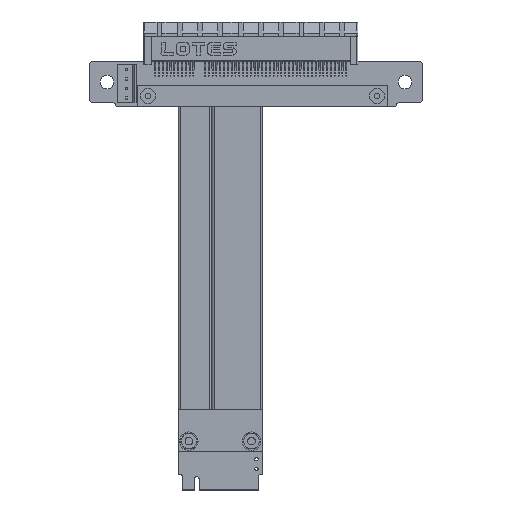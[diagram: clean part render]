
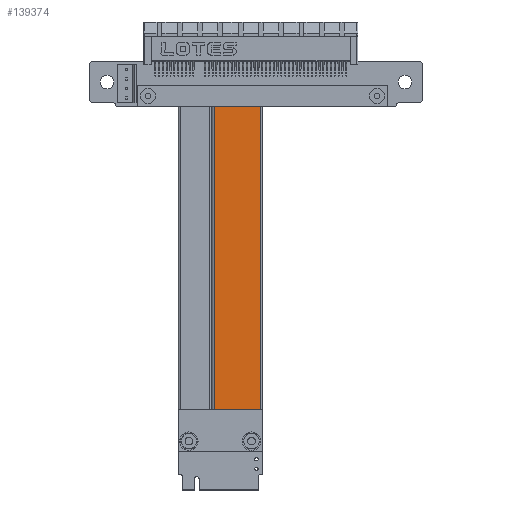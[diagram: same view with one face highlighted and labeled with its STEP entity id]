
A CAD part, top view. The second image highlights one B-rep face of the part: STEP entity #139374.
In plain terms, the highlighted face is planar.
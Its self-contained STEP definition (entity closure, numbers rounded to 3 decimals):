
#139346 = VERTEX_POINT('',#139347);
#139347 = CARTESIAN_POINT('',(0.,0.,
    0.));
#139354 = EDGE_CURVE('',#139355,#139346,#139357,.T.);
#139355 = VERTEX_POINT('',#139356);
#139356 = CARTESIAN_POINT('',(0.,0.,
    -83.));
#139357 = LINE('',#139358,#139359);
#139358 = CARTESIAN_POINT('',(0.,0.,
    -83.));
#139359 = VECTOR('',#139360,1.);
#139360 = DIRECTION('',(0.,0.,1.));
#139374 = ADVANCED_FACE('',(#139375),#139400,.T.);
#139375 = FACE_BOUND('',#139376,.T.);
#139376 = EDGE_LOOP('',(#139377,#139385,#139393,#139399));
#139377 = ORIENTED_EDGE('',*,*,#139378,.F.);
#139378 = EDGE_CURVE('',#139379,#139346,#139381,.T.);
#139379 = VERTEX_POINT('',#139380);
#139380 = CARTESIAN_POINT('',(12.065,0.,
    0.));
#139381 = LINE('',#139382,#139383);
#139382 = CARTESIAN_POINT('',(0.,0.,
    0.));
#139383 = VECTOR('',#139384,1.);
#139384 = DIRECTION('',(-1.,0.,0.));
#139385 = ORIENTED_EDGE('',*,*,#139386,.F.);
#139386 = EDGE_CURVE('',#139387,#139379,#139389,.T.);
#139387 = VERTEX_POINT('',#139388);
#139388 = CARTESIAN_POINT('',(12.065,0.,-83.)
  );
#139389 = LINE('',#139390,#139391);
#139390 = CARTESIAN_POINT('',(12.065,0.,-83.)
  );
#139391 = VECTOR('',#139392,1.);
#139392 = DIRECTION('',(0.,0.,1.));
#139393 = ORIENTED_EDGE('',*,*,#139394,.T.);
#139394 = EDGE_CURVE('',#139387,#139355,#139395,.T.);
#139395 = LINE('',#139396,#139397);
#139396 = CARTESIAN_POINT('',(0.,0.,
    -83.));
#139397 = VECTOR('',#139398,1.);
#139398 = DIRECTION('',(-1.,0.,0.));
#139399 = ORIENTED_EDGE('',*,*,#139354,.T.);
#139400 = PLANE('',#139401);
#139401 = AXIS2_PLACEMENT_3D('',#139402,#139403,#139404);
#139402 = CARTESIAN_POINT('',(0.,0.,
    -83.));
#139403 = DIRECTION('',(0.,1.,0.));
#139404 = DIRECTION('',(0.,0.,1.));
